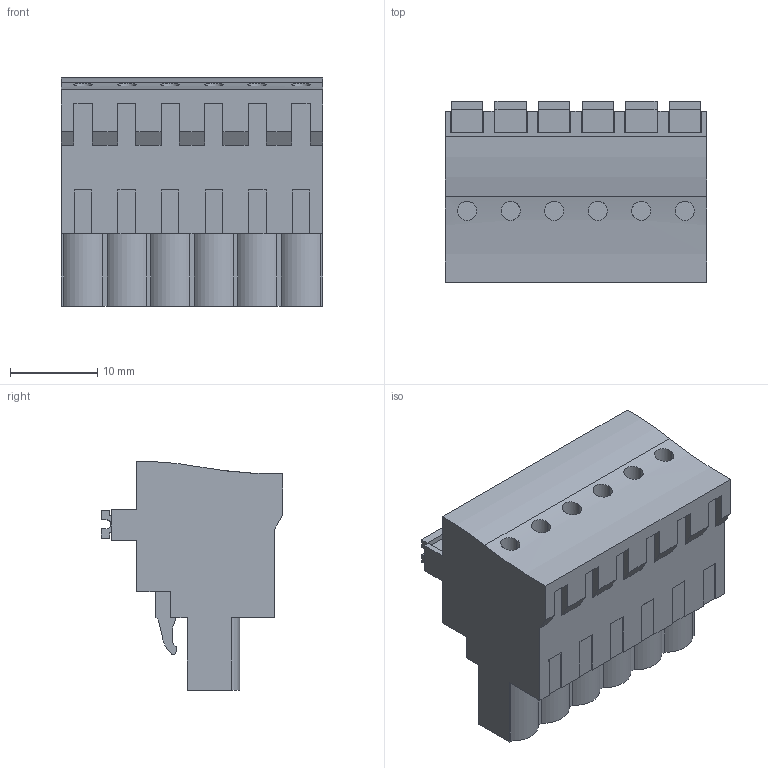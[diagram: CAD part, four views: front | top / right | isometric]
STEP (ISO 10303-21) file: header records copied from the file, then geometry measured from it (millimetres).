
FILE_DESCRIPTION(('CATIA V5 STEP Exchange','CAx-IF Rec.Pracs.--- Model Styling and Organization---1.2---2011-12-15'),'2;1');
FILE_NAME ('D1461063_0_1980210000_1980210000.stp','2017-09-23T15:07:19+00:00',('none'),('Weidmueller'),'CATIA Version 5-6 Release 2014','CATIA V5 STEP AP214','none');
FILE_SCHEMA(('AUTOMOTIVE_DESIGN { 1 0 10303 214 1 1 1 1 }'));
Length unit declared in the file: millimetre
Products named in the file (1): 1980210000
Bounding box: 30 x 20.79 x 26.24 mm (x, y, z)
Volume: 9104.4 mm3; surface area: 4454.1 mm2
Topology: 7 solids, 7 shells, 407 faces, 1156 edges, 787 vertices
Faces by surface type: plane 327, cylinder 72, extrusion 8
Entity records: 12496 total; most frequent: CARTESIAN_POINT 2508, ORIENTED_EDGE 2312, DIRECTION 1619, EDGE_CURVE 1156, VECTOR 981, LINE 973, VERTEX_POINT 787, EDGE_LOOP 431
